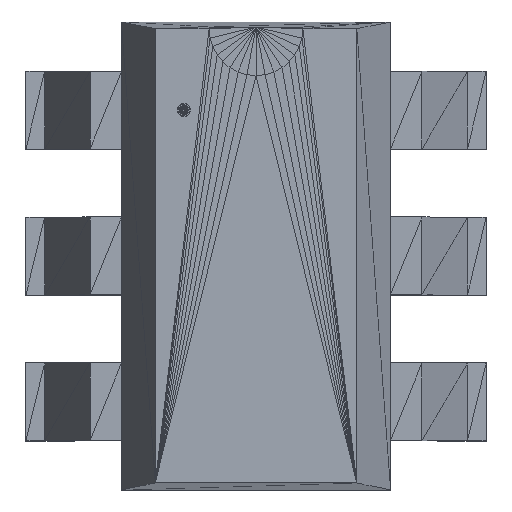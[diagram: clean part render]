
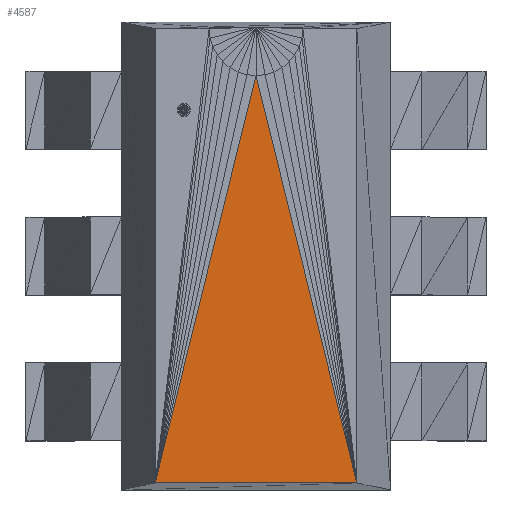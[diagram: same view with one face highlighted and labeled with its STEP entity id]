
A CAD part, top view. The second image highlights one B-rep face of the part: STEP entity #4587.
In plain terms, the highlighted planar face has unit normal (0, 0, 1).
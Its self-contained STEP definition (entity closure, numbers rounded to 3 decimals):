
#4587=ADVANCED_FACE('',(#4588),#4614,.F.);
#4588=FACE_OUTER_BOUND('',#4589,.T.);
#4589=EDGE_LOOP('',(#4590,#4592,#4594));
#4590=ORIENTED_EDGE('',*,*,#4591,.T.);
#4591=EDGE_CURVE('',#4596,#4598,#4600,.T.);
#4592=ORIENTED_EDGE('',*,*,#4593,.T.);
#4593=EDGE_CURVE('',#4598,#4604,#4606,.T.);
#4594=ORIENTED_EDGE('',*,*,#4595,.T.);
#4595=EDGE_CURVE('',#4604,#4596,#4610,.T.);
#4596=VERTEX_POINT('',#4597);
#4597=CARTESIAN_POINT('',(0.0,1.174,1.448));
#4598=VERTEX_POINT('',#4599);
#4599=CARTESIAN_POINT('',(0.656,-1.479,1.448));
#4600=LINE('',#4601,#4602);
#4601=CARTESIAN_POINT('',(0.0,1.174,1.448));
#4602=VECTOR('',#4603,1.0);
#4603=DIRECTION('',(-0.24,0.971,0.0));
#4604=VERTEX_POINT('',#4605);
#4605=CARTESIAN_POINT('',(-0.656,-1.479,1.448));
#4606=LINE('',#4607,#4608);
#4607=CARTESIAN_POINT('',(0.656,-1.479,1.448));
#4608=VECTOR('',#4609,1.0);
#4609=DIRECTION('',(1.0,0.0,0.0));
#4610=LINE('',#4611,#4612);
#4611=CARTESIAN_POINT('',(-0.656,-1.479,1.448));
#4612=VECTOR('',#4613,1.0);
#4613=DIRECTION('',(-0.24,-0.971,0.0));
#4614=PLANE('',#4615);
#4615=AXIS2_PLACEMENT_3D('',#4616,#4617,#4618);
#4616=CARTESIAN_POINT('',(0.656,-1.479,1.448));
#4617=DIRECTION('',(0.0,0.0,-1.0));
#4618=DIRECTION('',(0.24,0.971,0.0));
